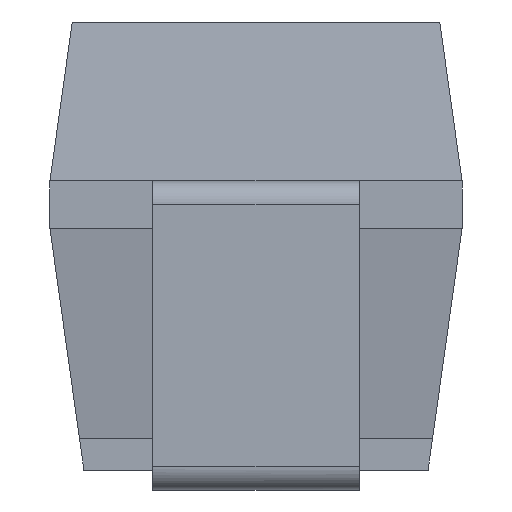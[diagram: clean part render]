
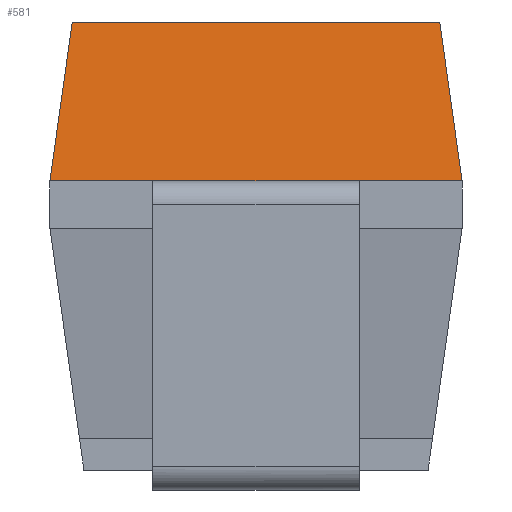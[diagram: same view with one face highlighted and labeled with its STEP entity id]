
A CAD part, front view. The second image highlights one B-rep face of the part: STEP entity #581.
In plain terms, the highlighted planar face has unit normal (0, -0.991, 0.138).
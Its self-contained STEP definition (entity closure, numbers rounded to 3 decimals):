
#74 = CARTESIAN_POINT ( 'NONE',  ( 0.65, -2.225, 0. ) ) ;
#568 = EDGE_CURVE ( 'NONE', #754, #681, #1257, .T. ) ;
#574 = VERTEX_POINT ( 'NONE', #1290 ) ;
#577 = VERTEX_POINT ( 'NONE', #1285 ) ;
#579 = EDGE_CURVE ( 'NONE', #577, #586, #1283, .T. ) ;
#581 = ADVANCED_FACE ( 'NONE', ( #1279 ), #1315, .F. ) ;
#582 = EDGE_LOOP ( 'NONE', ( #583, #633, #635, #636, #637, #638 ) ) ;
#583 = ORIENTED_EDGE ( 'NONE', *, *, #584, .T. ) ;
#584 = EDGE_CURVE ( 'NONE', #577, #585, #1314, .T. ) ;
#585 = VERTEX_POINT ( 'NONE', #1306 ) ;
#586 = VERTEX_POINT ( 'NONE', #1305 ) ;
#596 = EDGE_CURVE ( 'NONE', #681, #574, #1346, .T. ) ;
#616 = EDGE_CURVE ( 'NONE', #586, #754, #1420, .T. ) ;
#633 = ORIENTED_EDGE ( 'NONE', *, *, #634, .T. ) ;
#634 = EDGE_CURVE ( 'NONE', #585, #574, #1480, .T. ) ;
#635 = ORIENTED_EDGE ( 'NONE', *, *, #596, .F. ) ;
#636 = ORIENTED_EDGE ( 'NONE', *, *, #568, .F. ) ;
#637 = ORIENTED_EDGE ( 'NONE', *, *, #616, .F. ) ;
#638 = ORIENTED_EDGE ( 'NONE', *, *, #579, .F. ) ;
#681 = VERTEX_POINT ( 'NONE', #1608 ) ;
#754 = VERTEX_POINT ( 'NONE', #74 ) ;
#1250 = DIRECTION ( 'NONE',  ( -1., 0., 0. ) ) ;
#1251 = VECTOR ( 'NONE', #1250, 1000. ) ;
#1252 = CARTESIAN_POINT ( 'NONE',  ( 0., -2.225, 0. ) ) ;
#1257 = LINE ( 'NONE', #1252, #1251 ) ;
#1279 = FACE_OUTER_BOUND ( 'NONE', #582, .T. ) ;
#1280 = DIRECTION ( 'NONE',  ( 0.138, -0.137, -0.981 ) ) ;
#1281 = VECTOR ( 'NONE', #1280, 1000. ) ;
#1282 = CARTESIAN_POINT ( 'NONE',  ( 1.159, -2.086, 1. ) ) ;
#1283 = LINE ( 'NONE', #1282, #1281 ) ;
#1285 = CARTESIAN_POINT ( 'NONE',  ( 1.159, -2.086, 1. ) ) ;
#1290 = CARTESIAN_POINT ( 'NONE',  ( -1.3, -2.225, 0. ) ) ;
#1305 = CARTESIAN_POINT ( 'NONE',  ( 1.3, -2.225, 0. ) ) ;
#1306 = CARTESIAN_POINT ( 'NONE',  ( -1.159, -2.086, 1. ) ) ;
#1307 = DIRECTION ( 'NONE',  ( -1., 0., 0. ) ) ;
#1308 = VECTOR ( 'NONE', #1307, 1000. ) ;
#1309 = CARTESIAN_POINT ( 'NONE',  ( 0., -2.086, 1. ) ) ;
#1310 = DIRECTION ( 'NONE',  ( 0., 0.138, 0.99 ) ) ;
#1311 = DIRECTION ( 'NONE',  ( 0., 0.99, -0.138 ) ) ;
#1312 = CARTESIAN_POINT ( 'NONE',  ( 0., -2.183, 0.304 ) ) ;
#1313 = AXIS2_PLACEMENT_3D ( 'NONE', #1312, #1311, #1310 ) ;
#1314 = LINE ( 'NONE', #1309, #1308 ) ;
#1315 = PLANE ( 'NONE',  #1313 ) ;
#1338 = DIRECTION ( 'NONE',  ( -1., 0., 0. ) ) ;
#1339 = VECTOR ( 'NONE', #1338, 1000. ) ;
#1346 = LINE ( 'NONE', #1347, #1339 ) ;
#1347 = CARTESIAN_POINT ( 'NONE',  ( 0., -2.225, 0. ) ) ;
#1417 = DIRECTION ( 'NONE',  ( -1., 0., 0. ) ) ;
#1418 = VECTOR ( 'NONE', #1417, 1000. ) ;
#1419 = CARTESIAN_POINT ( 'NONE',  ( 0., -2.225, 0. ) ) ;
#1420 = LINE ( 'NONE', #1419, #1418 ) ;
#1477 = DIRECTION ( 'NONE',  ( -0.138, -0.137, -0.981 ) ) ;
#1478 = VECTOR ( 'NONE', #1477, 1000. ) ;
#1479 = CARTESIAN_POINT ( 'NONE',  ( -1.159, -2.086, 1. ) ) ;
#1480 = LINE ( 'NONE', #1479, #1478 ) ;
#1608 = CARTESIAN_POINT ( 'NONE',  ( -0.65, -2.225, 0. ) ) ;
